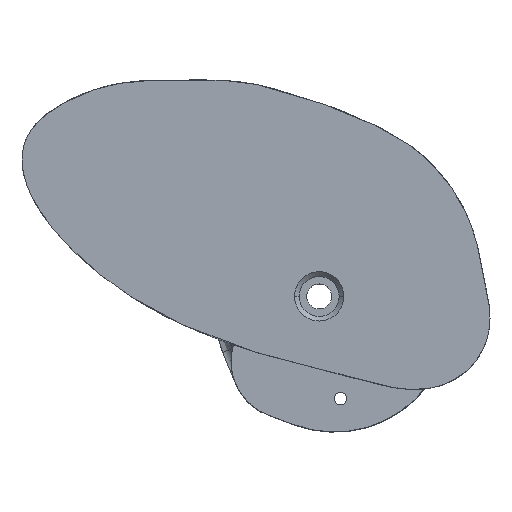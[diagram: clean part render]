
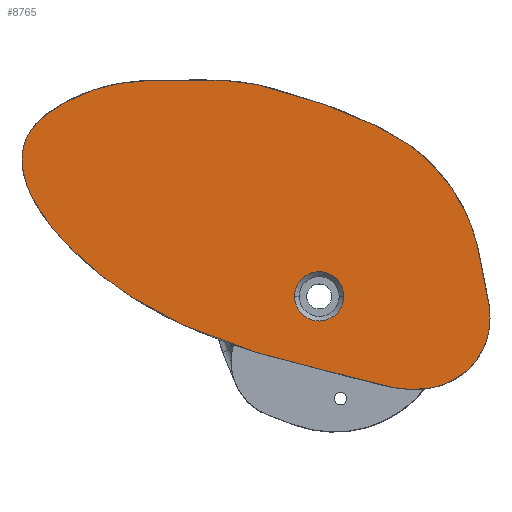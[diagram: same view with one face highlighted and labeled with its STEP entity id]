
A CAD part, top view. The second image highlights one B-rep face of the part: STEP entity #8765.
In plain terms, the highlighted planar face has unit normal (0, 0, 1).
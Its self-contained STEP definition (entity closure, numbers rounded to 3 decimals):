
#208 = CARTESIAN_POINT ( 'NONE',  ( -14.719, 15.175, 6.35 ) ) ;
#220 = ORIENTED_EDGE ( 'NONE', *, *, #8647, .T. ) ;
#235 = EDGE_CURVE ( 'NONE', #7466, #10625, #8785, .T. ) ;
#371 = CARTESIAN_POINT ( 'NONE',  ( -26.216, -2.538, 6.35 ) ) ;
#1240 = CARTESIAN_POINT ( 'NONE',  ( 3.925, 0., 6.35 ) ) ;
#1374 = CARTESIAN_POINT ( 'NONE',  ( -19.673, -19.474, 6.35 ) ) ;
#1558 = DIRECTION ( 'NONE',  ( 0., 0., -1. ) ) ;
#1561 = AXIS2_PLACEMENT_3D ( 'NONE', #12533, #16049, #2253 ) ;
#1621 = CARTESIAN_POINT ( 'NONE',  ( -1.298, 11.881, 6.35 ) ) ;
#1844 = B_SPLINE_CURVE_WITH_KNOTS ( 'NONE', 3,
 ( #8757, #15352, #10093, #13929, #9928, #15016, #11836, #1621, #2812, #15677, #208, #2981, #4328, #9424, #371, #14175, #5489, #1374, #13172, #10425 ),
 .UNSPECIFIED., .F., .F.,
 ( 4, 1, 1, 1, 1, 1, 1, 1, 1, 1, 1, 1, 1, 1, 1, 1, 1, 4 ),
 ( 0., 0.094, 0.117, 0.133, 0.148, 0.156, 0.172, 0.187, 0.211, 0.242, 0.273, 0.313, 0.344, 0.367, 0.398, 0.43, 0.461, 0.5 ),
 .UNSPECIFIED. ) ;
#1863 = ORIENTED_EDGE ( 'NONE', *, *, #15796, .T. ) ;
#2189 = CARTESIAN_POINT ( 'NONE',  ( 30.033, 0., 6.35 ) ) ;
#2253 = DIRECTION ( 'NONE',  ( 1., 0., 0. ) ) ;
#2270 = CARTESIAN_POINT ( 'NONE',  ( 12.646, -34.643, 6.35 ) ) ;
#2316 = EDGE_CURVE ( 'NONE', #13573, #2429, #6142, .T. ) ;
#2429 = VERTEX_POINT ( 'NONE', #14221 ) ;
#2632 = CARTESIAN_POINT ( 'NONE',  ( -3.925, 0., 6.35 ) ) ;
#2812 = CARTESIAN_POINT ( 'NONE',  ( -4.76, 12.786, 6.35 ) ) ;
#2981 = CARTESIAN_POINT ( 'NONE',  ( -21.408, 14.114, 6.35 ) ) ;
#3295 = CARTESIAN_POINT ( 'NONE',  ( -8.946, -27.235, 6.35 ) ) ;
#3456 = CARTESIAN_POINT ( 'NONE',  ( -2.914, -29.94, 6.35 ) ) ;
#3926 = DIRECTION ( 'NONE',  ( 1., 0., 0. ) ) ;
#4035 = EDGE_LOOP ( 'NONE', ( #220, #10832 ) ) ;
#4070 = ORIENTED_EDGE ( 'NONE', *, *, #235, .T. ) ;
#4162 = FACE_OUTER_BOUND ( 'NONE', #4035, .T. ) ;
#4328 = CARTESIAN_POINT ( 'NONE',  ( -26.551, 9.162, 6.35 ) ) ;
#4737 = DIRECTION ( 'NONE',  ( 1., 0., 0. ) ) ;
#5378 = CARTESIAN_POINT ( 'NONE',  ( -14.256, -24.179, 6.35 ) ) ;
#5489 = CARTESIAN_POINT ( 'NONE',  ( -23.331, -13.916, 6.35 ) ) ;
#6035 = CARTESIAN_POINT ( 'NONE',  ( -14.256, -24.179, 6.35 ) ) ;
#6142 = B_SPLINE_CURVE_WITH_KNOTS ( 'NONE', 3,
 ( #6035, #9890, #3295, #3456, #14975, #2270, #14815, #11133, #14733, #13638, #2189 ),
 .UNSPECIFIED., .F., .F.,
 ( 4, 1, 1, 1, 1, 1, 1, 1, 4 ),
 ( 0.5, 0.531, 0.563, 0.602, 0.648, 0.695, 0.758, 0.82, 1. ),
 .UNSPECIFIED. ) ;
#7466 = VERTEX_POINT ( 'NONE', #2632 ) ;
#7627 = AXIS2_PLACEMENT_3D ( 'NONE', #10919, #12249, #4737 ) ;
#8647 = EDGE_CURVE ( 'NONE', #2429, #13573, #1844, .T. ) ;
#8757 = CARTESIAN_POINT ( 'NONE',  ( 30.033, 0., 6.35 ) ) ;
#8765 = ADVANCED_FACE ( 'NONE', ( #10339, #4162 ), #14340, .T. ) ;
#8785 = CIRCLE ( 'NONE', #1561, 3.925 ) ;
#9424 = CARTESIAN_POINT ( 'NONE',  ( -27.516, 2.932, 6.35 ) ) ;
#9890 = CARTESIAN_POINT ( 'NONE',  ( -12.587, -25.345, 6.35 ) ) ;
#9928 = CARTESIAN_POINT ( 'NONE',  ( 6.093, 9.907, 6.35 ) ) ;
#10093 = CARTESIAN_POINT ( 'NONE',  ( 17.808, 6.267, 6.35 ) ) ;
#10336 = EDGE_LOOP ( 'NONE', ( #1863, #4070 ) ) ;
#10339 = FACE_BOUND ( 'NONE', #10336, .T. ) ;
#10419 = AXIS2_PLACEMENT_3D ( 'NONE', #15368, #1558, #3926 ) ;
#10425 = CARTESIAN_POINT ( 'NONE',  ( -14.256, -24.179, 6.35 ) ) ;
#10527 = CIRCLE ( 'NONE', #10419, 3.925 ) ;
#10625 = VERTEX_POINT ( 'NONE', #1240 ) ;
#10832 = ORIENTED_EDGE ( 'NONE', *, *, #2316, .T. ) ;
#10919 = CARTESIAN_POINT ( 'NONE',  ( 0., 0., 6.35 ) ) ;
#11133 = CARTESIAN_POINT ( 'NONE',  ( 33.5, -34.61, 6.35 ) ) ;
#11836 = CARTESIAN_POINT ( 'NONE',  ( 1.17, 11.238, 6.35 ) ) ;
#12249 = DIRECTION ( 'NONE',  ( 0., 0., 1. ) ) ;
#12533 = CARTESIAN_POINT ( 'NONE',  ( 0., 0., 6.35 ) ) ;
#13172 = CARTESIAN_POINT ( 'NONE',  ( -16.343, -22.721, 6.35 ) ) ;
#13573 = VERTEX_POINT ( 'NONE', #5378 ) ;
#13638 = CARTESIAN_POINT ( 'NONE',  ( 40.674, -6.922, 6.35 ) ) ;
#13929 = CARTESIAN_POINT ( 'NONE',  ( 9.589, 9.131, 6.35 ) ) ;
#14175 = CARTESIAN_POINT ( 'NONE',  ( -25.34, -8.07, 6.35 ) ) ;
#14221 = CARTESIAN_POINT ( 'NONE',  ( 30.033, 0., 6.35 ) ) ;
#14340 = PLANE ( 'NONE',  #7627 ) ;
#14733 = CARTESIAN_POINT ( 'NONE',  ( 56.072, -23.618, 6.35 ) ) ;
#14815 = CARTESIAN_POINT ( 'NONE',  ( 23.433, -34.302, 6.35 ) ) ;
#14975 = CARTESIAN_POINT ( 'NONE',  ( 4.439, -32.309, 6.35 ) ) ;
#15016 = CARTESIAN_POINT ( 'NONE',  ( 3.634, 10.582, 6.35 ) ) ;
#15352 = CARTESIAN_POINT ( 'NONE',  ( 24.481, 3.612, 6.35 ) ) ;
#15368 = CARTESIAN_POINT ( 'NONE',  ( 0., 0., 6.35 ) ) ;
#15677 = CARTESIAN_POINT ( 'NONE',  ( -9.17, 13.985, 6.35 ) ) ;
#15796 = EDGE_CURVE ( 'NONE', #10625, #7466, #10527, .T. ) ;
#16049 = DIRECTION ( 'NONE',  ( 0., 0., -1. ) ) ;
